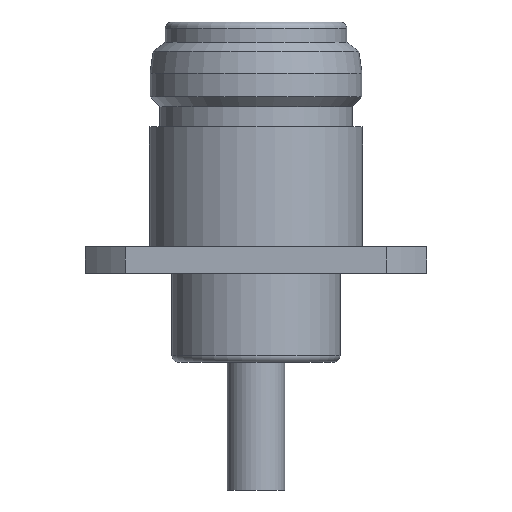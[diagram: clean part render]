
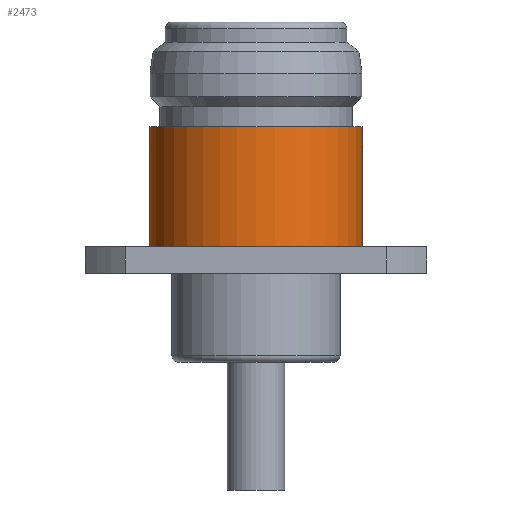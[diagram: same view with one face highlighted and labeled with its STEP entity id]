
A CAD part, front view. The second image highlights one B-rep face of the part: STEP entity #2473.
In plain terms, the highlighted cylindrical face has radius 7.925 mm (diameter 15.85 mm), a partial arc.
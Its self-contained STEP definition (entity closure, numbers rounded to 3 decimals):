
#123 = DIRECTION ( 'NONE',  ( 0., 0., 1. ) ) ;
#489 = DIRECTION ( 'NONE',  ( 0., 0., 1. ) ) ;
#532 = VERTEX_POINT ( 'NONE', #1562 ) ;
#675 = VERTEX_POINT ( 'NONE', #3156 ) ;
#826 = CIRCLE ( 'NONE', #3799, 7.925 ) ;
#1035 = CARTESIAN_POINT ( 'NONE',  ( -7.925, 0., 0. ) ) ;
#1118 = VERTEX_POINT ( 'NONE', #3353 ) ;
#1275 = ORIENTED_EDGE ( 'NONE', *, *, #2334, .T. ) ;
#1449 = CARTESIAN_POINT ( 'NONE',  ( 0., 0., -16.7 ) ) ;
#1498 = VECTOR ( 'NONE', #3439, 1000. ) ;
#1562 = CARTESIAN_POINT ( 'NONE',  ( 7.925, 0., -7.8 ) ) ;
#1612 = AXIS2_PLACEMENT_3D ( 'NONE', #3019, #2722, #2107 ) ;
#1615 = CARTESIAN_POINT ( 'NONE',  ( 7.925, 0., 0. ) ) ;
#1634 = EDGE_CURVE ( 'NONE', #1118, #532, #2329, .T. ) ;
#1658 = ORIENTED_EDGE ( 'NONE', *, *, #1634, .T. ) ;
#1903 = EDGE_CURVE ( 'NONE', #2880, #675, #3462, .T. ) ;
#1983 = DIRECTION ( 'NONE',  ( 1., 0., 0. ) ) ;
#2015 = ORIENTED_EDGE ( 'NONE', *, *, #2245, .F. ) ;
#2107 = DIRECTION ( 'NONE',  ( 1., 0., 0. ) ) ;
#2245 = EDGE_CURVE ( 'NONE', #675, #532, #826, .T. ) ;
#2323 = CIRCLE ( 'NONE', #2428, 7.925 ) ;
#2329 = LINE ( 'NONE', #1615, #1498 ) ;
#2334 = EDGE_CURVE ( 'NONE', #2880, #1118, #2323, .T. ) ;
#2394 = ORIENTED_EDGE ( 'NONE', *, *, #1903, .F. ) ;
#2428 = AXIS2_PLACEMENT_3D ( 'NONE', #1449, #489, #3544 ) ;
#2473 = ADVANCED_FACE ( 'NONE', ( #2800 ), #2885, .T. ) ;
#2652 = VECTOR ( 'NONE', #123, 1000. ) ;
#2679 = EDGE_LOOP ( 'NONE', ( #2394, #1275, #1658, #2015 ) ) ;
#2722 = DIRECTION ( 'NONE',  ( 0., 0., 1. ) ) ;
#2800 = FACE_OUTER_BOUND ( 'NONE', #2679, .T. ) ;
#2880 = VERTEX_POINT ( 'NONE', #2925 ) ;
#2885 = CYLINDRICAL_SURFACE ( 'NONE', #1612, 7.925 ) ;
#2925 = CARTESIAN_POINT ( 'NONE',  ( -7.925, 0., -16.7 ) ) ;
#3019 = CARTESIAN_POINT ( 'NONE',  ( 0., 0., 0. ) ) ;
#3156 = CARTESIAN_POINT ( 'NONE',  ( -7.925, 0., -7.8 ) ) ;
#3209 = CARTESIAN_POINT ( 'NONE',  ( 0., 0., -7.8 ) ) ;
#3353 = CARTESIAN_POINT ( 'NONE',  ( 7.925, 0., -16.7 ) ) ;
#3439 = DIRECTION ( 'NONE',  ( 0., 0., 1. ) ) ;
#3462 = LINE ( 'NONE', #1035, #2652 ) ;
#3544 = DIRECTION ( 'NONE',  ( 1., 0., 0. ) ) ;
#3799 = AXIS2_PLACEMENT_3D ( 'NONE', #3209, #3810, #1983 ) ;
#3810 = DIRECTION ( 'NONE',  ( 0., 0., 1. ) ) ;
